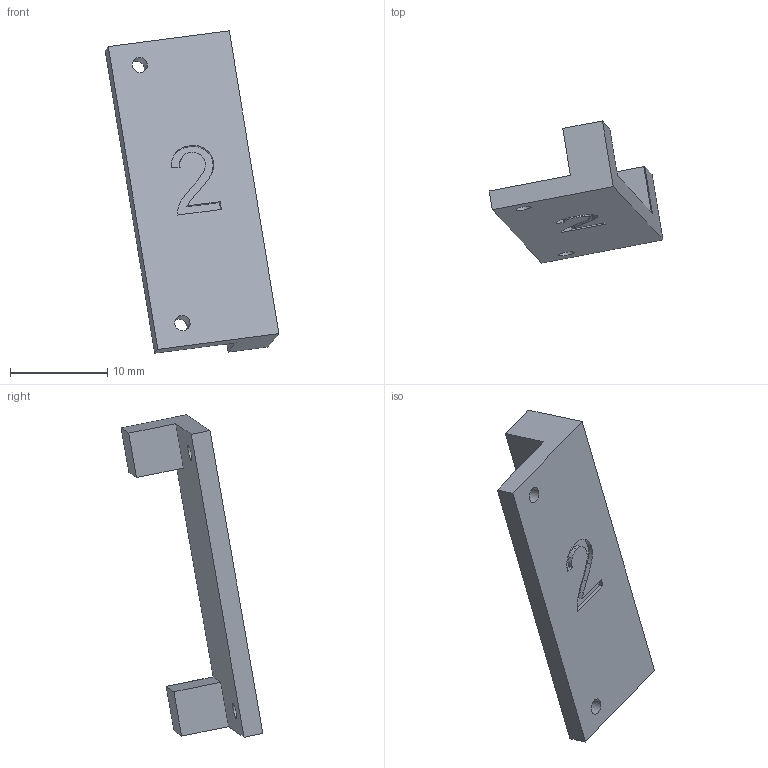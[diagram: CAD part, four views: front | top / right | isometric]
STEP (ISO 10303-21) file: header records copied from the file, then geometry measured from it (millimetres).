
FILE_DESCRIPTION(/* description */ (''),/* implementation_level */ '2;1');
FILE_NAME(/* name */ 'servo2Cover.step',/* time_stamp */ '2025-04-19T08:24:27+02:00',/* author */ (''),/* organization */ (''),/* preprocessor_version */ 'ST-DEVELOPER v20.1',/* originating_system */ 'Autodesk Translation Framework v14.4.0.0',/* authorisation */ '');
FILE_SCHEMA (('AUTOMOTIVE_DESIGN { 1 0 10303 214 3 1 1 }'));
Length unit declared in the file: millimetre
Products named in the file (1): platform
Bounding box: 17.9 x 14.6 x 33.23 mm (x, y, z)
Volume: 1004.7 mm3; surface area: 1208 mm2
Topology: 1 solids, 1 shells, 39 faces, 108 edges, 72 vertices
Faces by surface type: bspline 19, plane 17, cylinder 3
Full cylindrical faces by diameter (mm): 1.6 x2
Entity records: 1482 total; most frequent: CARTESIAN_POINT 568, ORIENTED_EDGE 216, DIRECTION 117, EDGE_CURVE 108, VERTEX_POINT 72, LINE 63, VECTOR 63, EDGE_LOOP 44
